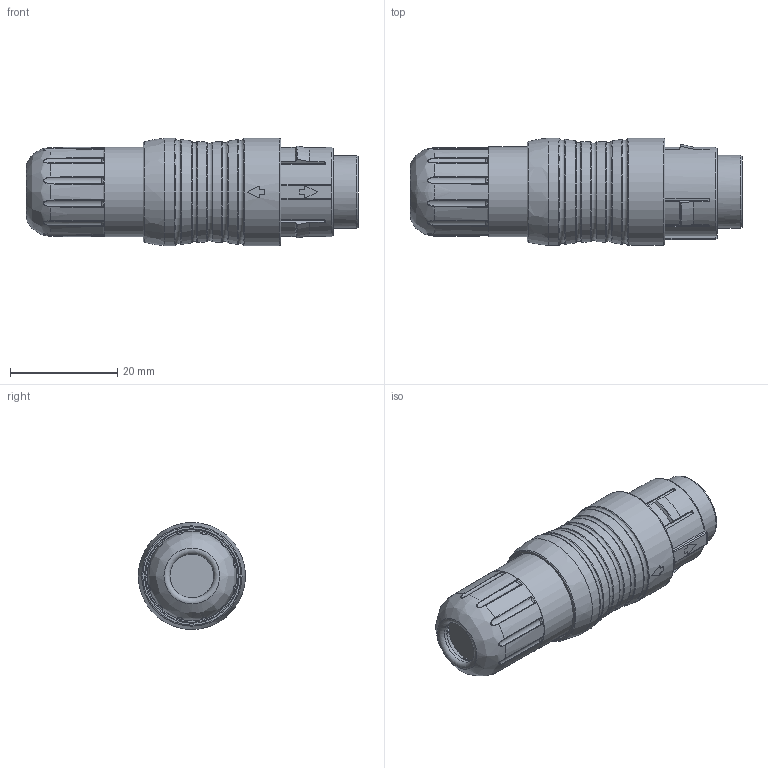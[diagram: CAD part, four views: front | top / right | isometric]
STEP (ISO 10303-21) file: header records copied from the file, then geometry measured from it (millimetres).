
FILE_DESCRIPTION(/* description */ (''),/* implementation_level */ '2;1');
FILE_NAME(/* name */ '99 4829 00 08 001.stp',/* time_stamp */ '2021-05-03T10:40:46+02:00',/* author */ (''),/* organization */ (''),/* preprocessor_version */ 'ST-DEVELOPER v16',/* originating_system */ 'SIEMENS PLM Software NX 11.0',/* authorisation */ '');
FILE_SCHEMA (('AUTOMOTIVE_DESIGN { 1 0 10303 214 3 1 1 1 }'));
Length unit declared in the file: millimetre
Products named in the file (1): rhen36707B9Air6n
Bounding box: 62 x 20.05 x 20 mm (x, y, z)
Volume: 13909.2 mm3; surface area: 4934.2 mm2
Topology: 1 solids, 1 shells, 398 faces, 1033 edges, 639 vertices
Faces by surface type: plane 138, cylinder 106, bspline 90, cone 39, torus 25
Full cylindrical faces by diameter (mm): 1.49 x8, 2.12 x1, 8.2 x1, 12.1 x1, 13.6 x1, 16.797 x1, 19.999 x1, 20 x1
Entity records: 14565 total; most frequent: CARTESIAN_POINT 5789, ORIENTED_EDGE 1808, DIRECTION 1757, EDGE_CURVE 904, AXIS2_PLACEMENT_3D 706, VERTEX_POINT 610, EDGE_LOOP 500, ADVANCED_FACE 398
